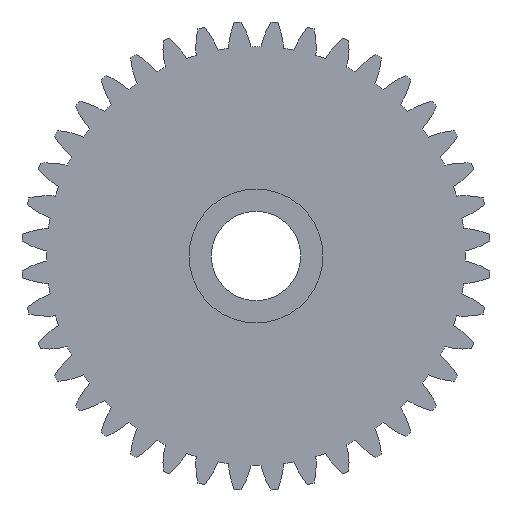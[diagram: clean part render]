
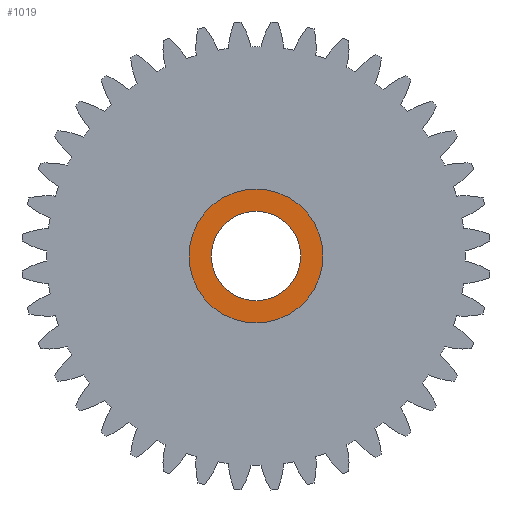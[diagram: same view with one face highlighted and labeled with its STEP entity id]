
A CAD part, left-side view. The second image highlights one B-rep face of the part: STEP entity #1019.
In plain terms, the highlighted planar face has unit normal (-1, 0, 0).
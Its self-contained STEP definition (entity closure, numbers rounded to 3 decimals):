
#34 = VERTEX_POINT ( 'NONE', #1285 ) ;
#273 = EDGE_LOOP ( 'NONE', ( #2791, #2813 ) ) ;
#386 = EDGE_CURVE ( 'NONE', #6624, #5628, #748, .T. ) ;
#401 = AXIS2_PLACEMENT_3D ( 'NONE', #1881, #6046, #2309 ) ;
#604 = DIRECTION ( 'NONE',  ( 0., 0., 1. ) ) ;
#615 = AXIS2_PLACEMENT_3D ( 'NONE', #2664, #1525, #2024 ) ;
#705 = CIRCLE ( 'NONE', #5091, 4. ) ;
#748 = CIRCLE ( 'NONE', #5488, 4. ) ;
#995 = CIRCLE ( 'NONE', #4178, 6. ) ;
#1019 = ADVANCED_FACE ( 'NONE', ( #5825, #3533 ), #6173, .T. ) ;
#1285 = CARTESIAN_POINT ( 'NONE',  ( -1.8, 0., 6. ) ) ;
#1503 = DIRECTION ( 'NONE',  ( -1., 0., 0. ) ) ;
#1525 = DIRECTION ( 'NONE',  ( -1., 0., 0. ) ) ;
#1549 = ORIENTED_EDGE ( 'NONE', *, *, #5701, .F. ) ;
#1881 = CARTESIAN_POINT ( 'NONE',  ( -1.8, 0., 0. ) ) ;
#2024 = DIRECTION ( 'NONE',  ( 0., 0., 1. ) ) ;
#2122 = CARTESIAN_POINT ( 'NONE',  ( -1.8, 0., 4. ) ) ;
#2309 = DIRECTION ( 'NONE',  ( 0., 0., 1. ) ) ;
#2664 = CARTESIAN_POINT ( 'NONE',  ( -1.8, 0., 0. ) ) ;
#2791 = ORIENTED_EDGE ( 'NONE', *, *, #5443, .T. ) ;
#2813 = ORIENTED_EDGE ( 'NONE', *, *, #3601, .T. ) ;
#3533 = FACE_BOUND ( 'NONE', #5565, .T. ) ;
#3599 = CARTESIAN_POINT ( 'NONE',  ( -1.8, 0., -4. ) ) ;
#3601 = EDGE_CURVE ( 'NONE', #34, #4437, #995, .T. ) ;
#4140 = DIRECTION ( 'NONE',  ( 0., 0., 1. ) ) ;
#4178 = AXIS2_PLACEMENT_3D ( 'NONE', #6406, #6083, #6591 ) ;
#4437 = VERTEX_POINT ( 'NONE', #6523 ) ;
#4931 = CARTESIAN_POINT ( 'NONE',  ( -1.8, 0., 0. ) ) ;
#5091 = AXIS2_PLACEMENT_3D ( 'NONE', #4931, #5489, #604 ) ;
#5294 = CIRCLE ( 'NONE', #615, 6. ) ;
#5443 = EDGE_CURVE ( 'NONE', #4437, #34, #5294, .T. ) ;
#5488 = AXIS2_PLACEMENT_3D ( 'NONE', #6800, #1503, #4140 ) ;
#5489 = DIRECTION ( 'NONE',  ( -1., 0., 0. ) ) ;
#5565 = EDGE_LOOP ( 'NONE', ( #1549, #5885 ) ) ;
#5628 = VERTEX_POINT ( 'NONE', #3599 ) ;
#5701 = EDGE_CURVE ( 'NONE', #5628, #6624, #705, .T. ) ;
#5825 = FACE_OUTER_BOUND ( 'NONE', #273, .T. ) ;
#5885 = ORIENTED_EDGE ( 'NONE', *, *, #386, .F. ) ;
#6046 = DIRECTION ( 'NONE',  ( -1., 0., 0. ) ) ;
#6083 = DIRECTION ( 'NONE',  ( -1., 0., 0. ) ) ;
#6173 = PLANE ( 'NONE',  #401 ) ;
#6406 = CARTESIAN_POINT ( 'NONE',  ( -1.8, 0., 0. ) ) ;
#6523 = CARTESIAN_POINT ( 'NONE',  ( -1.8, 0., -6. ) ) ;
#6591 = DIRECTION ( 'NONE',  ( 0., 0., 1. ) ) ;
#6624 = VERTEX_POINT ( 'NONE', #2122 ) ;
#6800 = CARTESIAN_POINT ( 'NONE',  ( -1.8, 0., 0. ) ) ;
